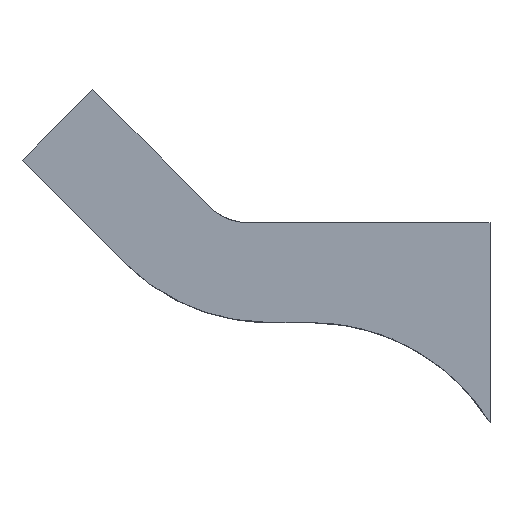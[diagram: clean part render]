
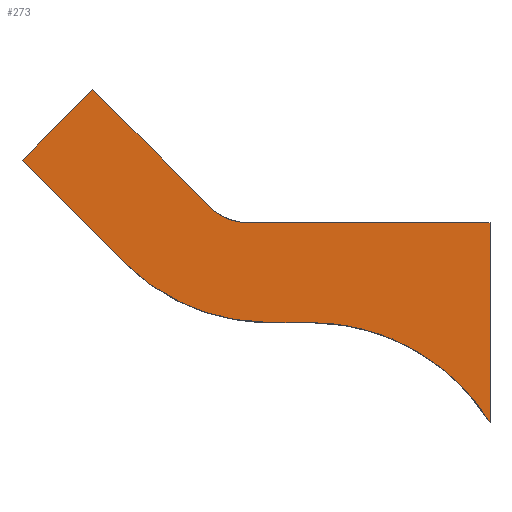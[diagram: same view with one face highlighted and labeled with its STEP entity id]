
A CAD part, top view. The second image highlights one B-rep face of the part: STEP entity #273.
In plain terms, the highlighted free-form (B-spline) face has degree [1, 1] with [2, 2] control points.
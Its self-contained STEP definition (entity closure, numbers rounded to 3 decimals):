
#200=(
BOUNDED_SURFACE()
B_SPLINE_SURFACE(1,1,((#201,#202),(#203,#204)),.UNSPECIFIED.,.F.,.F.,.F.)
B_SPLINE_SURFACE_WITH_KNOTS((2,2),(2,2),(0.000,1.000),(0.000,1.000),.UNSPECIFIED.)
GEOMETRIC_REPRESENTATION_ITEM()
RATIONAL_B_SPLINE_SURFACE(((1.,1.),(1.,1.)))
REPRESENTATION_ITEM('')
SURFACE()
);
#201=CARTESIAN_POINT('',(-121.757,86.627,6.));
#202=CARTESIAN_POINT('',(0.,86.627,6.));
#203=CARTESIAN_POINT('',(-121.757,0.,6.));
#204=CARTESIAN_POINT('',(0.,0.,6.));
#205=CARTESIAN_POINT('',(0.,52.,6.));
#206=VERTEX_POINT('',#205);
#207=(
BOUNDED_CURVE()
B_SPLINE_CURVE(1,(#208,#209),.UNSPECIFIED.,.F.,.F.)
B_SPLINE_CURVE_WITH_KNOTS((2,2),(0.000,1.000),.UNSPECIFIED.)
CURVE()
GEOMETRIC_REPRESENTATION_ITEM()
RATIONAL_B_SPLINE_CURVE((1.,1.))
REPRESENTATION_ITEM('')
);
#208=CARTESIAN_POINT('',(0.,52.,6.));
#209=CARTESIAN_POINT('',(0.,0.,6.));
#210=CARTESIAN_POINT('',(0.,0.,6.));
#211=VERTEX_POINT('',#210);
#212=EDGE_CURVE('',#206,#211,#207,.T.);
#213=ORIENTED_EDGE('',*,*,#212,.T.);
#214=(
BOUNDED_CURVE()
B_SPLINE_CURVE(2,(#215,#216,#217),.UNSPECIFIED.,.F.,.F.)
B_SPLINE_CURVE_WITH_KNOTS((3,3),(0.000,1.000),.UNSPECIFIED.)
CURVE()
GEOMETRIC_REPRESENTATION_ITEM()
RATIONAL_B_SPLINE_CURVE((1.,0.874,1.))
REPRESENTATION_ITEM('')
);
#215=CARTESIAN_POINT('',(0.,0.,6.));
#216=CARTESIAN_POINT('',(-16.134,26.,6.));
#217=CARTESIAN_POINT('',(-46.733,26.,6.));
#218=CARTESIAN_POINT('',(-46.733,26.,6.));
#219=VERTEX_POINT('',#218);
#220=EDGE_CURVE('',#211,#219,#214,.T.);
#221=ORIENTED_EDGE('',*,*,#220,.T.);
#222=(
BOUNDED_CURVE()
B_SPLINE_CURVE(1,(#223,#224),.UNSPECIFIED.,.F.,.F.)
B_SPLINE_CURVE_WITH_KNOTS((2,2),(0.000,1.000),.UNSPECIFIED.)
CURVE()
GEOMETRIC_REPRESENTATION_ITEM()
RATIONAL_B_SPLINE_CURVE((1.,1.))
REPRESENTATION_ITEM('')
);
#223=CARTESIAN_POINT('',(-46.733,26.,6.));
#224=CARTESIAN_POINT('',(-57.561,26.,6.));
#225=CARTESIAN_POINT('',(-57.561,26.,6.));
#226=VERTEX_POINT('',#225);
#227=EDGE_CURVE('',#219,#226,#222,.T.);
#228=ORIENTED_EDGE('',*,*,#227,.T.);
#229=(
BOUNDED_CURVE()
B_SPLINE_CURVE(2,(#230,#231,#232),.UNSPECIFIED.,.F.,.F.)
B_SPLINE_CURVE_WITH_KNOTS((3,3),(0.000,1.000),.UNSPECIFIED.)
CURVE()
GEOMETRIC_REPRESENTATION_ITEM()
RATIONAL_B_SPLINE_CURVE((1.,0.924,1.))
REPRESENTATION_ITEM('')
);
#230=CARTESIAN_POINT('',(-57.561,26.,6.));
#231=CARTESIAN_POINT('',(-79.515,26.,6.));
#232=CARTESIAN_POINT('',(-95.038,41.523,6.));
#233=CARTESIAN_POINT('',(-95.038,41.523,6.));
#234=VERTEX_POINT('',#233);
#235=EDGE_CURVE('',#226,#234,#229,.T.);
#236=ORIENTED_EDGE('',*,*,#235,.T.);
#237=(
BOUNDED_CURVE()
B_SPLINE_CURVE(1,(#238,#239),.UNSPECIFIED.,.F.,.F.)
B_SPLINE_CURVE_WITH_KNOTS((2,2),(0.000,1.000),.UNSPECIFIED.)
CURVE()
GEOMETRIC_REPRESENTATION_ITEM()
RATIONAL_B_SPLINE_CURVE((1.,1.))
REPRESENTATION_ITEM('')
);
#238=CARTESIAN_POINT('',(-95.038,41.523,6.));
#239=CARTESIAN_POINT('',(-121.757,68.243,6.));
#240=CARTESIAN_POINT('',(-121.757,68.243,6.));
#241=VERTEX_POINT('',#240);
#242=EDGE_CURVE('',#234,#241,#237,.T.);
#243=ORIENTED_EDGE('',*,*,#242,.T.);
#244=(
BOUNDED_CURVE()
B_SPLINE_CURVE(1,(#245,#246),.UNSPECIFIED.,.F.,.F.)
B_SPLINE_CURVE_WITH_KNOTS((2,2),(0.000,1.000),.UNSPECIFIED.)
CURVE()
GEOMETRIC_REPRESENTATION_ITEM()
RATIONAL_B_SPLINE_CURVE((1.,1.))
REPRESENTATION_ITEM('')
);
#245=CARTESIAN_POINT('',(-121.757,68.243,6.));
#246=CARTESIAN_POINT('',(-103.373,86.627,6.));
#247=CARTESIAN_POINT('',(-103.373,86.627,6.));
#248=VERTEX_POINT('',#247);
#249=EDGE_CURVE('',#241,#248,#244,.T.);
#250=ORIENTED_EDGE('',*,*,#249,.T.);
#251=(
BOUNDED_CURVE()
B_SPLINE_CURVE(1,(#252,#253),.UNSPECIFIED.,.F.,.F.)
B_SPLINE_CURVE_WITH_KNOTS((2,2),(0.000,1.000),.UNSPECIFIED.)
CURVE()
GEOMETRIC_REPRESENTATION_ITEM()
RATIONAL_B_SPLINE_CURVE((1.,1.))
REPRESENTATION_ITEM('')
);
#252=CARTESIAN_POINT('',(-103.373,86.627,6.));
#253=CARTESIAN_POINT('',(-72.699,55.954,6.));
#254=CARTESIAN_POINT('',(-72.699,55.954,6.));
#255=VERTEX_POINT('',#254);
#256=EDGE_CURVE('',#248,#255,#251,.T.);
#257=ORIENTED_EDGE('',*,*,#256,.T.);
#258=(
BOUNDED_CURVE()
B_SPLINE_CURVE(2,(#259,#260,#261),.UNSPECIFIED.,.F.,.F.)
B_SPLINE_CURVE_WITH_KNOTS((3,3),(0.000,1.000),.UNSPECIFIED.)
CURVE()
GEOMETRIC_REPRESENTATION_ITEM()
RATIONAL_B_SPLINE_CURVE((1.,0.924,1.))
REPRESENTATION_ITEM('')
);
#259=CARTESIAN_POINT('',(-72.699,55.954,6.));
#260=CARTESIAN_POINT('',(-68.745,52.,6.));
#261=CARTESIAN_POINT('',(-63.153,52.,6.));
#262=CARTESIAN_POINT('',(-63.153,52.,6.));
#263=VERTEX_POINT('',#262);
#264=EDGE_CURVE('',#255,#263,#258,.T.);
#265=ORIENTED_EDGE('',*,*,#264,.T.);
#266=(
BOUNDED_CURVE()
B_SPLINE_CURVE(1,(#267,#268),.UNSPECIFIED.,.F.,.F.)
B_SPLINE_CURVE_WITH_KNOTS((2,2),(0.000,1.000),.UNSPECIFIED.)
CURVE()
GEOMETRIC_REPRESENTATION_ITEM()
RATIONAL_B_SPLINE_CURVE((1.,1.))
REPRESENTATION_ITEM('')
);
#267=CARTESIAN_POINT('',(-63.153,52.,6.));
#268=CARTESIAN_POINT('',(0.,52.,6.));
#269=EDGE_CURVE('',#263,#206,#266,.T.);
#270=ORIENTED_EDGE('',*,*,#269,.T.);
#271=EDGE_LOOP('',(#213,#221,#228,#236,#243,#250,#257,#265,#270));
#272=FACE_OUTER_BOUND('',#271,.T.);
#273=ADVANCED_FACE('',(#272),#200,.T.);
